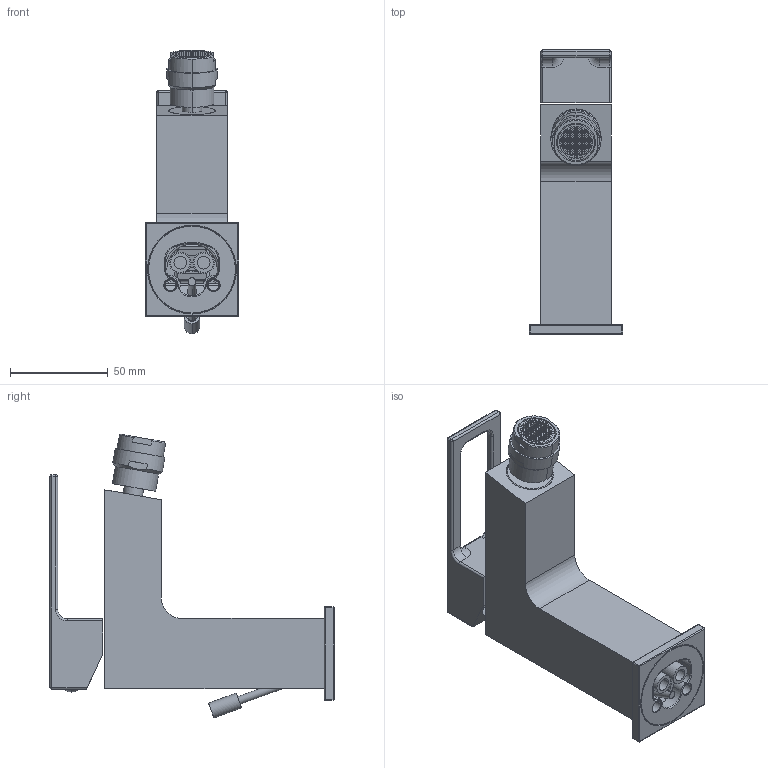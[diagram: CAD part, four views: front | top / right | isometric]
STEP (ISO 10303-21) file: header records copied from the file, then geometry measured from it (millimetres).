
FILE_DESCRIPTION((''),'2;1');
FILE_NAME('EF135CR','2021-01-14T09:10:08',('ut3'),('PAFFONI SpA'),'CREO PARAMETRIC BY PTC INC, 2020044','CREO PARAMETRIC BY PTC INC, 2020044','');
FILE_SCHEMA(('CONFIG_CONTROL_DESIGN','SHAPE_APPEARANCE_LAYERS_GROUPS'));
Products named in the file (1): EF135CR
Bounding box: 48 x 145.58 x 145.33 mm (x, y, z)
Volume: 125684.8 mm3; surface area: 80488.1 mm2
Topology: 9 solids, 9 shells, 2070 faces, 5767 edges, 3725 vertices
Faces by surface type: plane 1583, cylinder 300, torus 66, cone 59, sphere 40, bspline 22
Entity records: 75461 total; most frequent: CARTESIAN_POINT 15094, ORIENTED_EDGE 11530, DIRECTION 11345, EDGE_CURVE 5765, VECTOR 3971, LINE 3971, VERTEX_POINT 3725, AXIS2_PLACEMENT_3D 3687
